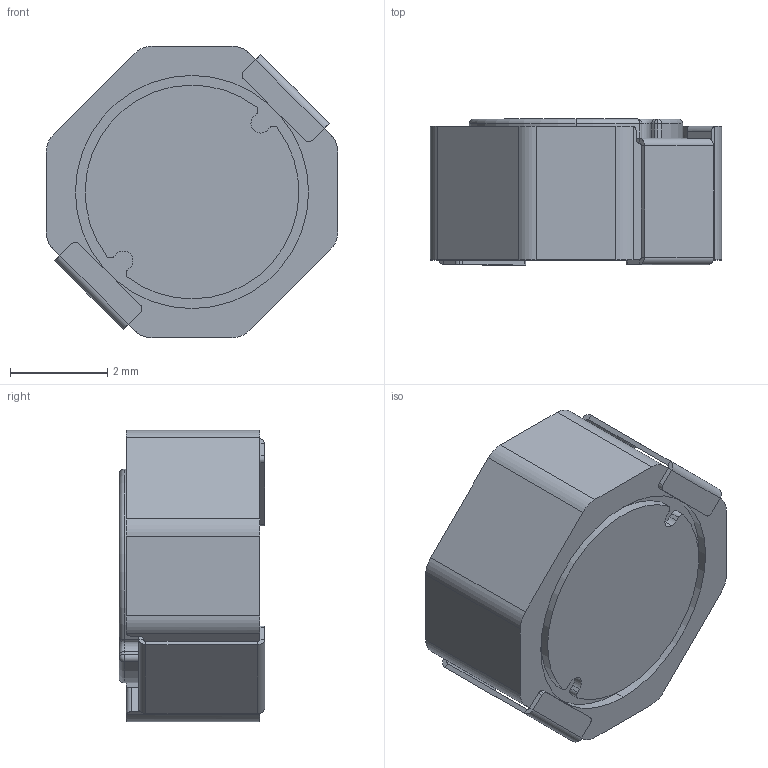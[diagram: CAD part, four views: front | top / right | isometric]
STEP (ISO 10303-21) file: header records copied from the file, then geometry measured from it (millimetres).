
FILE_DESCRIPTION (( 'STEP AP214' ), '1' );
FILE_NAME ('#A921CY-220M=P3.STEP', '2020-01-27T23:49:33', ( '' ), ( '' ), 'SwSTEP 2.0', 'SolidWorks 2018', '' );
FILE_SCHEMA (( 'AUTOMOTIVE_DESIGN' ));
Length unit declared in the file: millimetre
Products named in the file (1): #A921CY-220M=P3
Bounding box: 6 x 3 x 6 mm (x, y, z)
Volume: 78.6 mm3; surface area: 155.8 mm2
Topology: 4 solids, 4 shells, 146 faces, 354 edges, 218 vertices
Faces by surface type: cylinder 69, plane 66, torus 6, sphere 5
Entity records: 4390 total; most frequent: CARTESIAN_POINT 845, DIRECTION 775, ORIENTED_EDGE 700, EDGE_CURVE 350, AXIS2_PLACEMENT_3D 290, VERTEX_POINT 216, LINE 195, VECTOR 195
